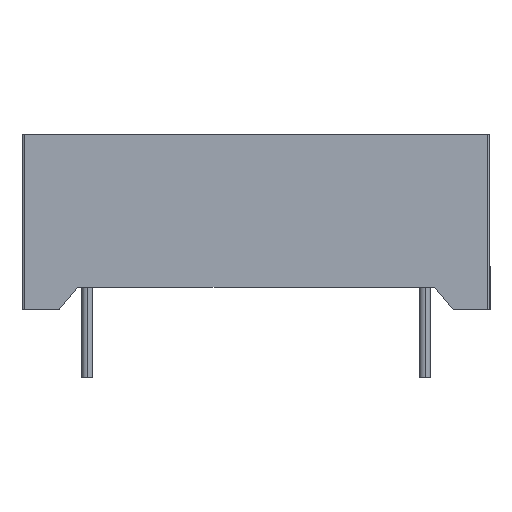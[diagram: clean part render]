
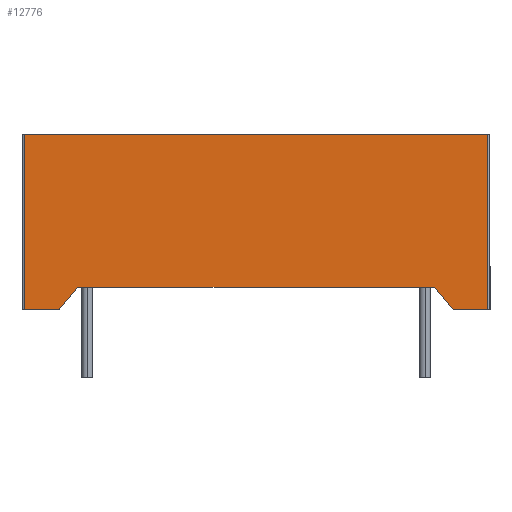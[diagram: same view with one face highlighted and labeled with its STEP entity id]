
A CAD part, left-side view. The second image highlights one B-rep face of the part: STEP entity #12776.
In plain terms, the highlighted planar face has unit normal (-1, 0, 0).
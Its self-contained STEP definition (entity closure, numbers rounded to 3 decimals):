
#39 = CARTESIAN_POINT ( 'NONE',  ( -18.95, 10.45, 7.9 ) ) ;
#205 = VECTOR ( 'NONE', #10790, 1000. ) ;
#515 = CARTESIAN_POINT ( 'NONE',  ( -18.95, 8.889, 0. ) ) ;
#760 = ORIENTED_EDGE ( 'NONE', *, *, #18723, .T. ) ;
#1794 = EDGE_CURVE ( 'NONE', #15501, #2342, #10017, .T. ) ;
#1982 = AXIS2_PLACEMENT_3D ( 'NONE', #3187, #14564, #8239 ) ;
#2003 = CARTESIAN_POINT ( 'NONE',  ( -18.95, 8.05, 1. ) ) ;
#2342 = VERTEX_POINT ( 'NONE', #23566 ) ;
#2373 = DIRECTION ( 'NONE',  ( 0., 1., 0. ) ) ;
#2944 = ORIENTED_EDGE ( 'NONE', *, *, #12660, .T. ) ;
#2973 = VERTEX_POINT ( 'NONE', #9950 ) ;
#3187 = CARTESIAN_POINT ( 'NONE',  ( -18.95, 10.55, 7.9 ) ) ;
#3567 = ORIENTED_EDGE ( 'NONE', *, *, #1794, .T. ) ;
#4003 = CARTESIAN_POINT ( 'NONE',  ( -18.95, -10.45, 0. ) ) ;
#4270 = LINE ( 'NONE', #14831, #205 ) ;
#4432 = VECTOR ( 'NONE', #28122, 1000. ) ;
#5824 = CARTESIAN_POINT ( 'NONE',  ( -18.95, 10.55, 1. ) ) ;
#6068 = CARTESIAN_POINT ( 'NONE',  ( -18.95, 10.55, 0. ) ) ;
#6569 = ORIENTED_EDGE ( 'NONE', *, *, #15823, .F. ) ;
#6630 = LINE ( 'NONE', #6068, #4432 ) ;
#7001 = EDGE_CURVE ( 'NONE', #11862, #11061, #13414, .T. ) ;
#7459 = VECTOR ( 'NONE', #15403, 1000. ) ;
#7904 = VECTOR ( 'NONE', #9217, 1000. ) ;
#8239 = DIRECTION ( 'NONE',  ( 0., 1., 0. ) ) ;
#8767 = CARTESIAN_POINT ( 'NONE',  ( -18.95, -8.889, 0. ) ) ;
#9071 = DIRECTION ( 'NONE',  ( 0., -1., 0. ) ) ;
#9217 = DIRECTION ( 'NONE',  ( 0., 0., -1. ) ) ;
#9239 = CARTESIAN_POINT ( 'NONE',  ( -18.95, 10.45, 7.9 ) ) ;
#9950 = CARTESIAN_POINT ( 'NONE',  ( -18.95, 8.889, 0. ) ) ;
#10017 = LINE ( 'NONE', #5824, #12289 ) ;
#10455 = VECTOR ( 'NONE', #9071, 1000. ) ;
#10790 = DIRECTION ( 'NONE',  ( 0., -0.643, -0.766 ) ) ;
#11036 = VECTOR ( 'NONE', #2373, 1000. ) ;
#11061 = VERTEX_POINT ( 'NONE', #22223 ) ;
#11250 = CARTESIAN_POINT ( 'NONE',  ( -18.95, 10.55, 7.9 ) ) ;
#11862 = VERTEX_POINT ( 'NONE', #9239 ) ;
#12289 = VECTOR ( 'NONE', #22905, 1000. ) ;
#12660 = EDGE_CURVE ( 'NONE', #2973, #15501, #17718, .T. ) ;
#12749 = ORIENTED_EDGE ( 'NONE', *, *, #12961, .T. ) ;
#12776 = ADVANCED_FACE ( 'NONE', ( #22979 ), #18142, .F. ) ;
#12944 = ORIENTED_EDGE ( 'NONE', *, *, #7001, .F. ) ;
#12961 = EDGE_CURVE ( 'NONE', #18703, #11061, #13557, .T. ) ;
#12972 = CARTESIAN_POINT ( 'NONE',  ( -18.95, -10.45, 7.9 ) ) ;
#13414 = LINE ( 'NONE', #11250, #10455 ) ;
#13557 = LINE ( 'NONE', #12972, #7459 ) ;
#13632 = ORIENTED_EDGE ( 'NONE', *, *, #17830, .T. ) ;
#14367 = ORIENTED_EDGE ( 'NONE', *, *, #21495, .F. ) ;
#14564 = DIRECTION ( 'NONE',  ( 1., 0., 0. ) ) ;
#14831 = CARTESIAN_POINT ( 'NONE',  ( -18.95, -8.889, 0. ) ) ;
#15307 = DIRECTION ( 'NONE',  ( 0., -0.643, 0.766 ) ) ;
#15403 = DIRECTION ( 'NONE',  ( 0., 0., 1. ) ) ;
#15446 = CARTESIAN_POINT ( 'NONE',  ( -18.95, -10.55, 0. ) ) ;
#15501 = VERTEX_POINT ( 'NONE', #2003 ) ;
#15544 = LINE ( 'NONE', #39, #7904 ) ;
#15823 = EDGE_CURVE ( 'NONE', #18703, #21914, #22562, .T. ) ;
#16650 = CARTESIAN_POINT ( 'NONE',  ( -18.95, 10.45, 0. ) ) ;
#16749 = EDGE_LOOP ( 'NONE', ( #6569, #12749, #12944, #13632, #14367, #2944, #3567, #760 ) ) ;
#17526 = VECTOR ( 'NONE', #15307, 1000. ) ;
#17718 = LINE ( 'NONE', #515, #17526 ) ;
#17830 = EDGE_CURVE ( 'NONE', #11862, #28214, #15544, .T. ) ;
#18142 = PLANE ( 'NONE',  #1982 ) ;
#18703 = VERTEX_POINT ( 'NONE', #4003 ) ;
#18723 = EDGE_CURVE ( 'NONE', #2342, #21914, #4270, .T. ) ;
#21495 = EDGE_CURVE ( 'NONE', #2973, #28214, #6630, .T. ) ;
#21914 = VERTEX_POINT ( 'NONE', #8767 ) ;
#22223 = CARTESIAN_POINT ( 'NONE',  ( -18.95, -10.45, 7.9 ) ) ;
#22562 = LINE ( 'NONE', #15446, #11036 ) ;
#22905 = DIRECTION ( 'NONE',  ( 0., -1., 0. ) ) ;
#22979 = FACE_OUTER_BOUND ( 'NONE', #16749, .T. ) ;
#23566 = CARTESIAN_POINT ( 'NONE',  ( -18.95, -8.05, 1. ) ) ;
#28122 = DIRECTION ( 'NONE',  ( 0., 1., 0. ) ) ;
#28214 = VERTEX_POINT ( 'NONE', #16650 ) ;
